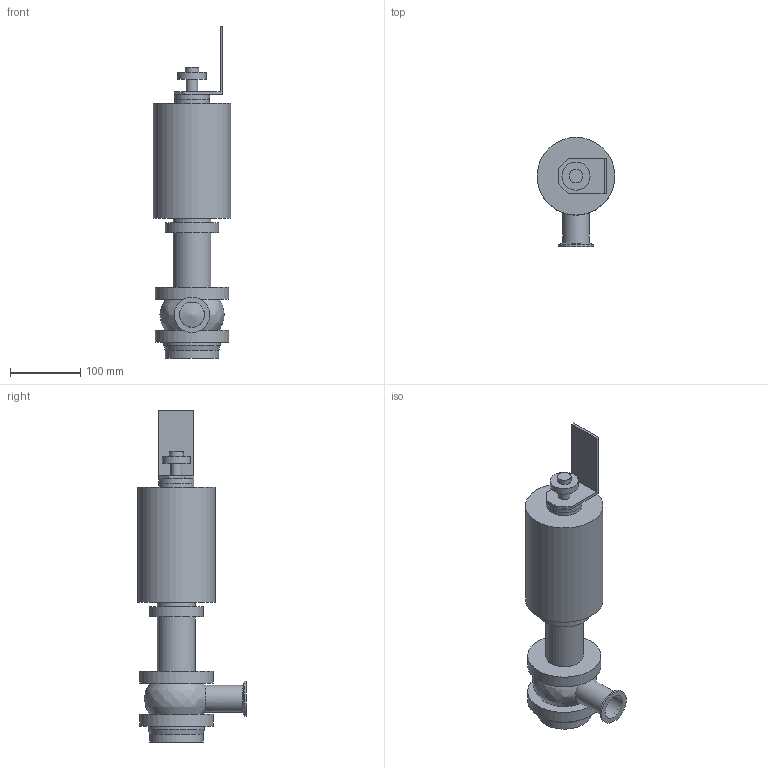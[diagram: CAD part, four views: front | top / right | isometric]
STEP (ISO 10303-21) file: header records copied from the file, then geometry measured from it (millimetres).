
FILE_DESCRIPTION(/* description */ (''),/* implementation_level */ '2;1');
FILE_NAME(/* name */ 'SMC2L_15.stp',/* time_stamp */ '2021-08-23T13:03:53+09:00',/* author */ ('m'),/* organization */ (''),/* preprocessor_version */ 'ST-DEVELOPER v18.1',/* originating_system */ 'Autodesk Inventor 2021',/* authorisation */ '');
FILE_SCHEMA (('AUTOMOTIVE_DESIGN { 1 0 10303 214 3 1 1 }'));
Length unit declared in the file: millimetre
Products named in the file (3): _SMC2L10MJ000; SMC2T10MJ000-1P-CXC-W--304-15; SQLS [SW=0]
Assembly tree (2 placements, depth 2):
  _SMC2L10MJ000
    SMC2T10MJ000-1P-CXC-W--304-15
    SQLS [SW=0]
Bounding box: 110.8 x 155.4 x 473.55 mm (x, y, z)
Volume: 2499243.1 mm3; surface area: 193677.2 mm2
Topology: 2 solids, 2 shells, 50 faces, 91 edges, 58 vertices
Faces by surface type: plane 27, cylinder 18, cone 3, bspline 2
Full cylindrical faces by diameter (mm): 16 x1, 19.5 x1, 35.7 x1, 38.1 x1, 40 x1, 50 x2, 50.5 x1, 54 x2, 72.3 x1, 74 x1, 76 x1, 76.3 x1, 80 x1, 105 x2, 110.8 x1
Entity records: 1479 total; most frequent: CARTESIAN_POINT 354, DIRECTION 232, ORIENTED_EDGE 182, AXIS2_PLACEMENT_3D 92, EDGE_CURVE 91, EDGE_LOOP 63, VERTEX_POINT 58, FACE_OUTER_BOUND 50
